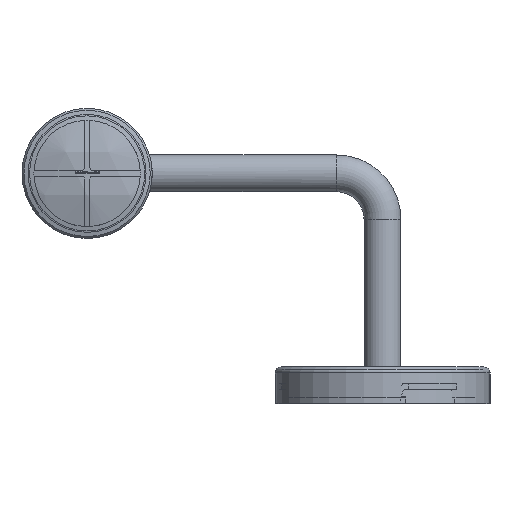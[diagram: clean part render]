
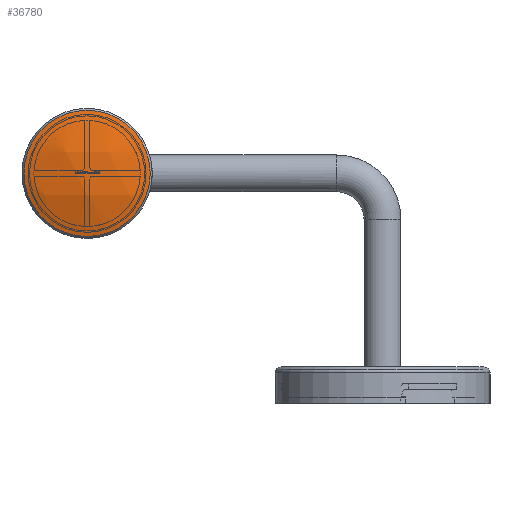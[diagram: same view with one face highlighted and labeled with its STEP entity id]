
A CAD part, left-side view. The second image highlights one B-rep face of the part: STEP entity #36780.
In plain terms, the highlighted spherical face has radius 58.18 mm.
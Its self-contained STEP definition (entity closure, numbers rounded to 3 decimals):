
#5426 = ORIENTED_EDGE ( 'NONE', *, *, #14181, .T. ) ;
#9150 = CARTESIAN_POINT ( 'NONE',  ( 0., 15.749, 0. ) ) ;
#9474 = DIRECTION ( 'NONE',  ( 0., 0., -1. ) ) ;
#11917 = AXIS2_PLACEMENT_3D ( 'NONE', #21321, #21154, #39456 ) ;
#14181 = EDGE_CURVE ( 'NONE', #47896, #47896, #26306, .T. ) ;
#16865 = AXIS2_PLACEMENT_3D ( 'NONE', #9150, #43076, #9474 ) ;
#19419 = SPHERICAL_SURFACE ( 'NONE', #11917, 58.18 ) ;
#21154 = DIRECTION ( 'NONE',  ( 0., 0., 1. ) ) ;
#21321 = CARTESIAN_POINT ( 'NONE',  ( 0., -38.68, 0. ) ) ;
#26306 = CIRCLE ( 'NONE', #16865, 20.553 ) ;
#31185 = CARTESIAN_POINT ( 'NONE',  ( 0., 15.749, -20.553 ) ) ;
#36780 = ADVANCED_FACE ( 'NONE', ( #40490 ), #19419, .T. ) ;
#39456 = DIRECTION ( 'NONE',  ( 1., 0., 0. ) ) ;
#40490 = FACE_OUTER_BOUND ( 'NONE', #48145, .T. ) ;
#43076 = DIRECTION ( 'NONE',  ( 0., 1., 0. ) ) ;
#47896 = VERTEX_POINT ( 'NONE', #31185 ) ;
#48145 = EDGE_LOOP ( 'NONE', ( #5426 ) ) ;
